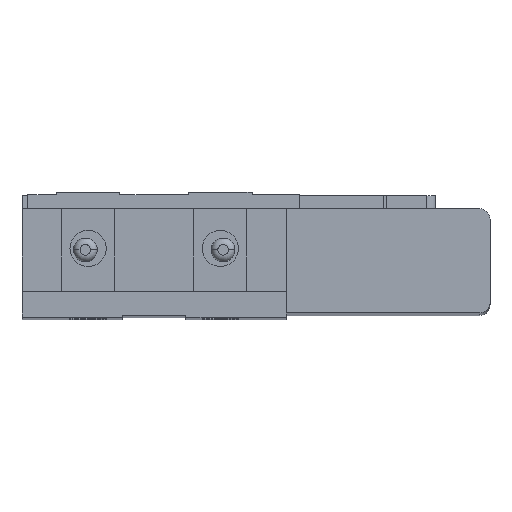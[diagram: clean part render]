
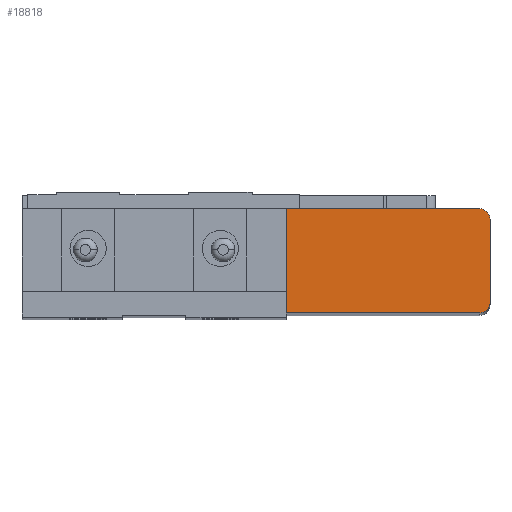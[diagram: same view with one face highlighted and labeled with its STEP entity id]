
A CAD part, top view. The second image highlights one B-rep face of the part: STEP entity #18818.
In plain terms, the highlighted planar face has unit normal (0, 0, 1).
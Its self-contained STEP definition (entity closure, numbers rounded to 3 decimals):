
#404 = LINE ( 'NONE', #15440, #4458 ) ;
#1407 = DIRECTION ( 'NONE',  ( -1., 0., 0. ) ) ;
#1473 = ORIENTED_EDGE ( 'NONE', *, *, #16071, .T. ) ;
#1562 = ORIENTED_EDGE ( 'NONE', *, *, #12051, .T. ) ;
#1608 = FACE_OUTER_BOUND ( 'NONE', #21734, .T. ) ;
#1673 = LINE ( 'NONE', #10972, #8607 ) ;
#1715 = VERTEX_POINT ( 'NONE', #8491 ) ;
#2729 = DIRECTION ( 'NONE',  ( 0., 1., 0. ) ) ;
#3502 = LINE ( 'NONE', #18519, #9331 ) ;
#3583 = DIRECTION ( 'NONE',  ( 1., 0., 0. ) ) ;
#4038 = CIRCLE ( 'NONE', #10691, 2. ) ;
#4458 = VECTOR ( 'NONE', #2729, 1000. ) ;
#5111 = DIRECTION ( 'NONE',  ( 1., 0., 0. ) ) ;
#5514 = DIRECTION ( 'NONE',  ( 1., 0., 0. ) ) ;
#5571 = CARTESIAN_POINT ( 'NONE',  ( 63.5, -10.276, 306.7 ) ) ;
#5838 = CARTESIAN_POINT ( 'NONE',  ( 25., -12.276, 306.7 ) ) ;
#6681 = CARTESIAN_POINT ( 'NONE',  ( 61.5, -12.276, 306.7 ) ) ;
#7792 = LINE ( 'NONE', #5838, #22386 ) ;
#8491 = CARTESIAN_POINT ( 'NONE',  ( 25., 7.424, 306.7 ) ) ;
#8607 = VECTOR ( 'NONE', #18413, 1000. ) ;
#9073 = PLANE ( 'NONE',  #17536 ) ;
#9297 = ORIENTED_EDGE ( 'NONE', *, *, #13531, .T. ) ;
#9331 = VECTOR ( 'NONE', #1407, 1000. ) ;
#9425 = ORIENTED_EDGE ( 'NONE', *, *, #22198, .T. ) ;
#9770 = CIRCLE ( 'NONE', #23436, 2. ) ;
#10294 = ORIENTED_EDGE ( 'NONE', *, *, #14721, .T. ) ;
#10691 = AXIS2_PLACEMENT_3D ( 'NONE', #20169, #11003, #5514 ) ;
#10794 = CARTESIAN_POINT ( 'NONE',  ( -25., -13.076, 306.7 ) ) ;
#10972 = CARTESIAN_POINT ( 'NONE',  ( 25., 7.424, 306.7 ) ) ;
#11003 = DIRECTION ( 'NONE',  ( 0., 0., 1. ) ) ;
#11487 = EDGE_CURVE ( 'NONE', #13457, #18466, #4038, .T. ) ;
#12051 = EDGE_CURVE ( 'NONE', #18466, #17201, #404, .T. ) ;
#13457 = VERTEX_POINT ( 'NONE', #6681 ) ;
#13531 = EDGE_CURVE ( 'NONE', #16469, #1715, #3502, .T. ) ;
#14640 = VERTEX_POINT ( 'NONE', #21101 ) ;
#14721 = EDGE_CURVE ( 'NONE', #17201, #16469, #9770, .T. ) ;
#15440 = CARTESIAN_POINT ( 'NONE',  ( 63.5, 5.424, 306.7 ) ) ;
#15585 = ORIENTED_EDGE ( 'NONE', *, *, #11487, .T. ) ;
#16071 = EDGE_CURVE ( 'NONE', #1715, #14640, #1673, .T. ) ;
#16469 = VERTEX_POINT ( 'NONE', #18023 ) ;
#16715 = DIRECTION ( 'NONE',  ( 1., 0., 0. ) ) ;
#17201 = VERTEX_POINT ( 'NONE', #18542 ) ;
#17536 = AXIS2_PLACEMENT_3D ( 'NONE', #10794, #20308, #3583 ) ;
#18023 = CARTESIAN_POINT ( 'NONE',  ( 61.5, 7.424, 306.7 ) ) ;
#18413 = DIRECTION ( 'NONE',  ( 0., -1., 0. ) ) ;
#18466 = VERTEX_POINT ( 'NONE', #5571 ) ;
#18519 = CARTESIAN_POINT ( 'NONE',  ( 25., 7.424, 306.7 ) ) ;
#18542 = CARTESIAN_POINT ( 'NONE',  ( 63.5, 5.424, 306.7 ) ) ;
#18818 = ADVANCED_FACE ( 'NONE', ( #1608 ), #9073, .T. ) ;
#20133 = DIRECTION ( 'NONE',  ( 0., 0., 1. ) ) ;
#20169 = CARTESIAN_POINT ( 'NONE',  ( 61.5, -10.276, 306.7 ) ) ;
#20242 = CARTESIAN_POINT ( 'NONE',  ( 61.5, 5.424, 306.7 ) ) ;
#20308 = DIRECTION ( 'NONE',  ( 0., 0., 1. ) ) ;
#21101 = CARTESIAN_POINT ( 'NONE',  ( 25., -12.276, 306.7 ) ) ;
#21734 = EDGE_LOOP ( 'NONE', ( #9297, #1473, #9425, #15585, #1562, #10294 ) ) ;
#22198 = EDGE_CURVE ( 'NONE', #14640, #13457, #7792, .T. ) ;
#22386 = VECTOR ( 'NONE', #16715, 1000. ) ;
#23436 = AXIS2_PLACEMENT_3D ( 'NONE', #20242, #20133, #5111 ) ;
